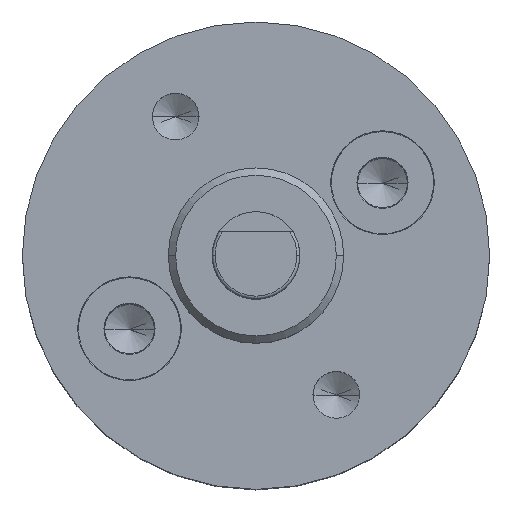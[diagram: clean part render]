
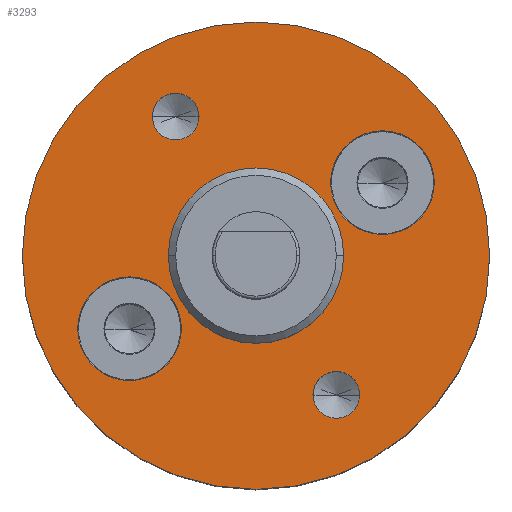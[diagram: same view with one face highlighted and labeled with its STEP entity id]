
A CAD part, top view. The second image highlights one B-rep face of the part: STEP entity #3293.
In plain terms, the highlighted planar face has unit normal (0, 0, 1).
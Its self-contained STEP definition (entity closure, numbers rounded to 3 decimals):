
#49 = EDGE_CURVE ( 'NONE', #4544, #2081, #651, .T. ) ;
#111 = VERTEX_POINT ( 'NONE', #2850 ) ;
#255 = DIRECTION ( 'NONE',  ( 0., 0., 1. ) ) ;
#273 = CARTESIAN_POINT ( 'NONE',  ( 0., 0., 11.6 ) ) ;
#274 = DIRECTION ( 'NONE',  ( 1., 0., 0. ) ) ;
#303 = EDGE_CURVE ( 'NONE', #1433, #2234, #363, .T. ) ;
#311 = VERTEX_POINT ( 'NONE', #1648 ) ;
#321 = CIRCLE ( 'NONE', #4304, 1.775 ) ;
#363 = CIRCLE ( 'NONE', #1081, 0.8 ) ;
#386 = CARTESIAN_POINT ( 'NONE',  ( -1.95, 4.763, 11.6 ) ) ;
#438 = CARTESIAN_POINT ( 'NONE',  ( -3., 0., 11.6 ) ) ;
#490 = ORIENTED_EDGE ( 'NONE', *, *, #2938, .F. ) ;
#548 = CIRCLE ( 'NONE', #3378, 3. ) ;
#564 = DIRECTION ( 'NONE',  ( 1., 0., 0. ) ) ;
#585 = FACE_BOUND ( 'NONE', #4560, .T. ) ;
#638 = PLANE ( 'NONE',  #2759 ) ;
#639 = ORIENTED_EDGE ( 'NONE', *, *, #1479, .F. ) ;
#651 = CIRCLE ( 'NONE', #3914, 8. ) ;
#656 = ORIENTED_EDGE ( 'NONE', *, *, #4493, .F. ) ;
#716 = DIRECTION ( 'NONE',  ( 0., 0., 1. ) ) ;
#740 = DIRECTION ( 'NONE',  ( 1., 0., 0. ) ) ;
#837 = CARTESIAN_POINT ( 'NONE',  ( -4.33, -2.5, 11.6 ) ) ;
#875 = EDGE_LOOP ( 'NONE', ( #490, #2858 ) ) ;
#901 = DIRECTION ( 'NONE',  ( 0., 0., 1. ) ) ;
#919 = ORIENTED_EDGE ( 'NONE', *, *, #49, .T. ) ;
#970 = CIRCLE ( 'NONE', #2897, 8. ) ;
#974 = CARTESIAN_POINT ( 'NONE',  ( 0., 0., 11.6 ) ) ;
#992 = FACE_BOUND ( 'NONE', #3037, .T. ) ;
#1026 = CARTESIAN_POINT ( 'NONE',  ( 8., 0., 11.6 ) ) ;
#1053 = CARTESIAN_POINT ( 'NONE',  ( 0., 0., 11.6 ) ) ;
#1081 = AXIS2_PLACEMENT_3D ( 'NONE', #3437, #255, #274 ) ;
#1104 = CIRCLE ( 'NONE', #1478, 1.775 ) ;
#1160 = ORIENTED_EDGE ( 'NONE', *, *, #1510, .F. ) ;
#1212 = CARTESIAN_POINT ( 'NONE',  ( 2.75, -4.763, 11.6 ) ) ;
#1251 = VERTEX_POINT ( 'NONE', #1970 ) ;
#1307 = CIRCLE ( 'NONE', #1385, 0.8 ) ;
#1385 = AXIS2_PLACEMENT_3D ( 'NONE', #1212, #901, #3679 ) ;
#1433 = VERTEX_POINT ( 'NONE', #386 ) ;
#1478 = AXIS2_PLACEMENT_3D ( 'NONE', #2094, #716, #2848 ) ;
#1479 = EDGE_CURVE ( 'NONE', #2667, #111, #1307, .T. ) ;
#1510 = EDGE_CURVE ( 'NONE', #4118, #3671, #2495, .T. ) ;
#1558 = AXIS2_PLACEMENT_3D ( 'NONE', #837, #2237, #2016 ) ;
#1584 = EDGE_LOOP ( 'NONE', ( #656, #1160 ) ) ;
#1637 = DIRECTION ( 'NONE',  ( 0., 0., 1. ) ) ;
#1648 = CARTESIAN_POINT ( 'NONE',  ( 6.105, 2.5, 11.6 ) ) ;
#1688 = FACE_BOUND ( 'NONE', #2357, .T. ) ;
#1711 = ORIENTED_EDGE ( 'NONE', *, *, #2892, .T. ) ;
#1742 = CARTESIAN_POINT ( 'NONE',  ( 3., 0., 11.6 ) ) ;
#1897 = DIRECTION ( 'NONE',  ( 1., 0., 0. ) ) ;
#1925 = CARTESIAN_POINT ( 'NONE',  ( 0., 0., 11.6 ) ) ;
#1970 = CARTESIAN_POINT ( 'NONE',  ( -6.105, -2.5, 11.6 ) ) ;
#2016 = DIRECTION ( 'NONE',  ( 1., 0., 0. ) ) ;
#2041 = DIRECTION ( 'NONE',  ( 0., 0., 1. ) ) ;
#2050 = AXIS2_PLACEMENT_3D ( 'NONE', #1925, #1637, #1897 ) ;
#2081 = VERTEX_POINT ( 'NONE', #1026 ) ;
#2094 = CARTESIAN_POINT ( 'NONE',  ( -4.33, -2.5, 11.6 ) ) ;
#2132 = CARTESIAN_POINT ( 'NONE',  ( -8., 0., 11.6 ) ) ;
#2234 = VERTEX_POINT ( 'NONE', #3982 ) ;
#2237 = DIRECTION ( 'NONE',  ( 0., 0., 1. ) ) ;
#2299 = DIRECTION ( 'NONE',  ( 0., 0., 1. ) ) ;
#2357 = EDGE_LOOP ( 'NONE', ( #4008, #3443 ) ) ;
#2359 = DIRECTION ( 'NONE',  ( 0., 0., 1. ) ) ;
#2382 = FACE_BOUND ( 'NONE', #1584, .T. ) ;
#2394 = DIRECTION ( 'NONE',  ( 0., 0., 1. ) ) ;
#2459 = CARTESIAN_POINT ( 'NONE',  ( -2.75, 4.763, 11.6 ) ) ;
#2464 = CARTESIAN_POINT ( 'NONE',  ( 3.55, -4.763, 11.6 ) ) ;
#2492 = DIRECTION ( 'NONE',  ( 1., 0., 0. ) ) ;
#2495 = CIRCLE ( 'NONE', #2050, 3. ) ;
#2627 = VERTEX_POINT ( 'NONE', #4145 ) ;
#2663 = FACE_BOUND ( 'NONE', #875, .T. ) ;
#2667 = VERTEX_POINT ( 'NONE', #2464 ) ;
#2714 = EDGE_CURVE ( 'NONE', #111, #2667, #2753, .T. ) ;
#2753 = CIRCLE ( 'NONE', #4220, 0.8 ) ;
#2759 = AXIS2_PLACEMENT_3D ( 'NONE', #974, #2359, #3473 ) ;
#2799 = CARTESIAN_POINT ( 'NONE',  ( 4.33, 2.5, 11.6 ) ) ;
#2818 = DIRECTION ( 'NONE',  ( 0., 0., 1. ) ) ;
#2835 = CARTESIAN_POINT ( 'NONE',  ( 4.33, 2.5, 11.6 ) ) ;
#2848 = DIRECTION ( 'NONE',  ( 1., 0., 0. ) ) ;
#2850 = CARTESIAN_POINT ( 'NONE',  ( 1.95, -4.763, 11.6 ) ) ;
#2858 = ORIENTED_EDGE ( 'NONE', *, *, #3286, .F. ) ;
#2892 = EDGE_CURVE ( 'NONE', #2081, #4544, #970, .T. ) ;
#2897 = AXIS2_PLACEMENT_3D ( 'NONE', #3005, #2299, #3781 ) ;
#2938 = EDGE_CURVE ( 'NONE', #2627, #1251, #1104, .T. ) ;
#2968 = EDGE_CURVE ( 'NONE', #4314, #311, #321, .T. ) ;
#2980 = CIRCLE ( 'NONE', #1558, 1.775 ) ;
#3005 = CARTESIAN_POINT ( 'NONE',  ( 0., 0., 11.6 ) ) ;
#3011 = EDGE_LOOP ( 'NONE', ( #919, #1711 ) ) ;
#3037 = EDGE_LOOP ( 'NONE', ( #3049, #3988 ) ) ;
#3040 = FACE_OUTER_BOUND ( 'NONE', #3011, .T. ) ;
#3049 = ORIENTED_EDGE ( 'NONE', *, *, #303, .F. ) ;
#3059 = AXIS2_PLACEMENT_3D ( 'NONE', #2835, #3652, #2492 ) ;
#3130 = DIRECTION ( 'NONE',  ( 0., 0., 1. ) ) ;
#3160 = DIRECTION ( 'NONE',  ( 1., 0., 0. ) ) ;
#3286 = EDGE_CURVE ( 'NONE', #1251, #2627, #2980, .T. ) ;
#3293 = ADVANCED_FACE ( 'NONE', ( #1688, #2663, #992, #585, #3040, #2382 ), #638, .T. ) ;
#3378 = AXIS2_PLACEMENT_3D ( 'NONE', #273, #2041, #564 ) ;
#3436 = AXIS2_PLACEMENT_3D ( 'NONE', #2459, #2818, #4223 ) ;
#3437 = CARTESIAN_POINT ( 'NONE',  ( -2.75, 4.763, 11.6 ) ) ;
#3443 = ORIENTED_EDGE ( 'NONE', *, *, #2968, .F. ) ;
#3473 = DIRECTION ( 'NONE',  ( 1., 0., 0. ) ) ;
#3561 = CARTESIAN_POINT ( 'NONE',  ( 2.75, -4.763, 11.6 ) ) ;
#3652 = DIRECTION ( 'NONE',  ( 0., 0., 1. ) ) ;
#3671 = VERTEX_POINT ( 'NONE', #438 ) ;
#3679 = DIRECTION ( 'NONE',  ( 1., 0., 0. ) ) ;
#3781 = DIRECTION ( 'NONE',  ( 1., 0., 0. ) ) ;
#3815 = EDGE_CURVE ( 'NONE', #311, #4314, #4227, .T. ) ;
#3833 = DIRECTION ( 'NONE',  ( 1., 0., 0. ) ) ;
#3914 = AXIS2_PLACEMENT_3D ( 'NONE', #1053, #2394, #3833 ) ;
#3982 = CARTESIAN_POINT ( 'NONE',  ( -3.55, 4.763, 11.6 ) ) ;
#3988 = ORIENTED_EDGE ( 'NONE', *, *, #4168, .F. ) ;
#4008 = ORIENTED_EDGE ( 'NONE', *, *, #3815, .F. ) ;
#4049 = ORIENTED_EDGE ( 'NONE', *, *, #2714, .F. ) ;
#4085 = CIRCLE ( 'NONE', #3436, 0.8 ) ;
#4118 = VERTEX_POINT ( 'NONE', #1742 ) ;
#4145 = CARTESIAN_POINT ( 'NONE',  ( -2.555, -2.5, 11.6 ) ) ;
#4168 = EDGE_CURVE ( 'NONE', #2234, #1433, #4085, .T. ) ;
#4220 = AXIS2_PLACEMENT_3D ( 'NONE', #3561, #4255, #3160 ) ;
#4223 = DIRECTION ( 'NONE',  ( 1., 0., 0. ) ) ;
#4227 = CIRCLE ( 'NONE', #3059, 1.775 ) ;
#4255 = DIRECTION ( 'NONE',  ( 0., 0., 1. ) ) ;
#4260 = CARTESIAN_POINT ( 'NONE',  ( 2.555, 2.5, 11.6 ) ) ;
#4304 = AXIS2_PLACEMENT_3D ( 'NONE', #2799, #3130, #740 ) ;
#4314 = VERTEX_POINT ( 'NONE', #4260 ) ;
#4493 = EDGE_CURVE ( 'NONE', #3671, #4118, #548, .T. ) ;
#4544 = VERTEX_POINT ( 'NONE', #2132 ) ;
#4560 = EDGE_LOOP ( 'NONE', ( #639, #4049 ) ) ;
